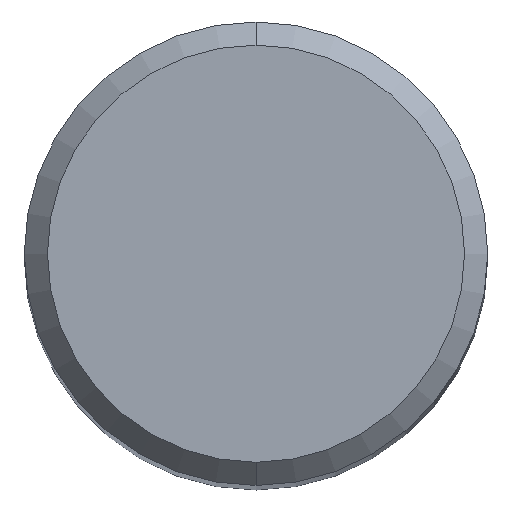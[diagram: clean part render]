
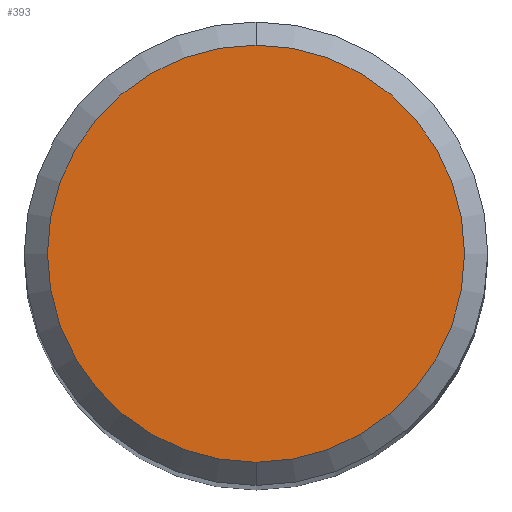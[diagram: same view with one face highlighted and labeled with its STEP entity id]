
A CAD part, top view. The second image highlights one B-rep face of the part: STEP entity #393.
In plain terms, the highlighted planar face has unit normal (0, 0, 1).
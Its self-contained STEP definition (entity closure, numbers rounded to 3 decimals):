
#393=ADVANCED_FACE('',(#995),#996,.T.);
#455=VERTEX_POINT('',#1060);
#519=VERTEX_POINT('',#1130);
#533=EDGE_CURVE('',#455,#519,#1146,.T.);
#587=EDGE_CURVE('',#519,#455,#1205,.T.);
#995=FACE_OUTER_BOUND('',#4012,.T.);
#996=PLANE('',#4013);
#1060=CARTESIAN_POINT('',(0.,-4.5,0.0));
#1130=CARTESIAN_POINT('',(0.0,4.5,0.0));
#1146=CIRCLE('',#5957,4.5);
#1205=CIRCLE('',#6132,4.5);
#4012=EDGE_LOOP('',(#9159,#9160));
#4013=AXIS2_PLACEMENT_3D('',#9161,#9162,#9163);
#5957=AXIS2_PLACEMENT_3D('',#9307,#9308,#9309);
#6132=AXIS2_PLACEMENT_3D('',#9373,#9374,#9375);
#9159=ORIENTED_EDGE('',*,*,#587,.F.);
#9160=ORIENTED_EDGE('',*,*,#533,.F.);
#9161=CARTESIAN_POINT('',(0.0,2.25,0.0));
#9162=DIRECTION('',(-0.0,0.0,1.0));
#9163=DIRECTION('',(0.0,-1.0,0.0));
#9307=CARTESIAN_POINT('',(0.0,0.0,0.0));
#9308=DIRECTION('',(0.0,0.0,-1.0));
#9309=DIRECTION('',(0.0,1.0,0.0));
#9373=CARTESIAN_POINT('',(0.0,0.0,0.0));
#9374=DIRECTION('',(0.0,0.0,-1.0));
#9375=DIRECTION('',(0.0,1.0,0.0));
